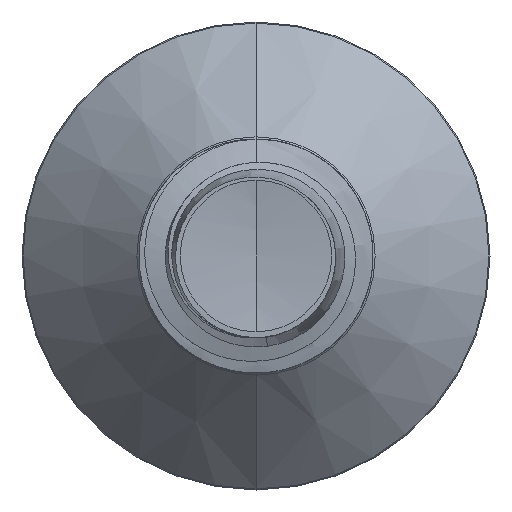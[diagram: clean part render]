
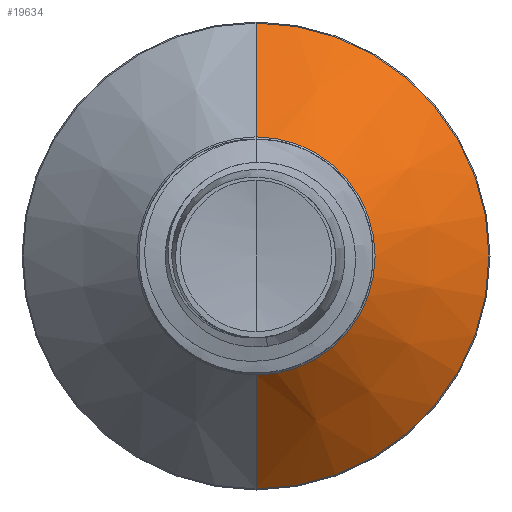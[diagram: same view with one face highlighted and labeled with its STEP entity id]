
A CAD part, front view. The second image highlights one B-rep face of the part: STEP entity #19634.
In plain terms, the highlighted conical face has half-angle 45 degrees and reference radius 1.782 mm.
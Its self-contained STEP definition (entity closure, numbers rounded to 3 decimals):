
#104 = EDGE_CURVE ( 'NONE', #11332, #1743, #2685, .T. ) ;
#649 = EDGE_CURVE ( 'NONE', #15883, #4583, #2263, .T. ) ;
#1061 = DIRECTION ( 'NONE',  ( 0., 0., 1. ) ) ;
#1551 = DIRECTION ( 'NONE',  ( 0., 1., 0. ) ) ;
#1743 = VERTEX_POINT ( 'NONE', #13323 ) ;
#2263 = LINE ( 'NONE', #2569, #2312 ) ;
#2312 = VECTOR ( 'NONE', #7820, 1000. ) ;
#2569 = CARTESIAN_POINT ( 'NONE',  ( 0., 10.132, 1.782 ) ) ;
#2623 = VECTOR ( 'NONE', #2903, 1000. ) ;
#2685 = LINE ( 'NONE', #8745, #2623 ) ;
#2903 = DIRECTION ( 'NONE',  ( 0., 0.707, -0.707 ) ) ;
#2992 = ORIENTED_EDGE ( 'NONE', *, *, #19449, .F. ) ;
#3111 = ORIENTED_EDGE ( 'NONE', *, *, #104, .T. ) ;
#3307 = DIRECTION ( 'NONE',  ( 0., 0., 1. ) ) ;
#3374 = ORIENTED_EDGE ( 'NONE', *, *, #21387, .T. ) ;
#4583 = VERTEX_POINT ( 'NONE', #7167 ) ;
#4901 = CARTESIAN_POINT ( 'NONE',  ( 0., 10.132, 0. ) ) ;
#5330 = CARTESIAN_POINT ( 'NONE',  ( 0., 10.132, -1.782 ) ) ;
#6187 = AXIS2_PLACEMENT_3D ( 'NONE', #20132, #9980, #21807 ) ;
#7167 = CARTESIAN_POINT ( 'NONE',  ( 0., 11.835, 3.485 ) ) ;
#7820 = DIRECTION ( 'NONE',  ( 0., 0.707, 0.707 ) ) ;
#8745 = CARTESIAN_POINT ( 'NONE',  ( 0., 10.132, -1.782 ) ) ;
#9980 = DIRECTION ( 'NONE',  ( 0., 1., 0. ) ) ;
#11332 = VERTEX_POINT ( 'NONE', #5330 ) ;
#11337 = DIRECTION ( 'NONE',  ( 0., 1., 0. ) ) ;
#12353 = FACE_OUTER_BOUND ( 'NONE', #19889, .T. ) ;
#12615 = CIRCLE ( 'NONE', #18314, 1.782 ) ;
#13323 = CARTESIAN_POINT ( 'NONE',  ( 0., 11.835, -3.485 ) ) ;
#13425 = CIRCLE ( 'NONE', #6187, 3.485 ) ;
#14019 = CARTESIAN_POINT ( 'NONE',  ( 0., 10.132, 1.782 ) ) ;
#15834 = CONICAL_SURFACE ( 'NONE', #17580, 1.782, 0.785 ) ;
#15883 = VERTEX_POINT ( 'NONE', #14019 ) ;
#17580 = AXIS2_PLACEMENT_3D ( 'NONE', #4901, #1551, #3307 ) ;
#18314 = AXIS2_PLACEMENT_3D ( 'NONE', #21484, #11337, #1061 ) ;
#19449 = EDGE_CURVE ( 'NONE', #4583, #1743, #13425, .T. ) ;
#19634 = ADVANCED_FACE ( 'NONE', ( #12353 ), #15834, .T. ) ;
#19889 = EDGE_LOOP ( 'NONE', ( #3374, #3111, #2992, #21527 ) ) ;
#20132 = CARTESIAN_POINT ( 'NONE',  ( 0., 11.835, 0. ) ) ;
#21387 = EDGE_CURVE ( 'NONE', #15883, #11332, #12615, .T. ) ;
#21484 = CARTESIAN_POINT ( 'NONE',  ( 0., 10.132, 0. ) ) ;
#21527 = ORIENTED_EDGE ( 'NONE', *, *, #649, .F. ) ;
#21807 = DIRECTION ( 'NONE',  ( 0., 0., 1. ) ) ;
